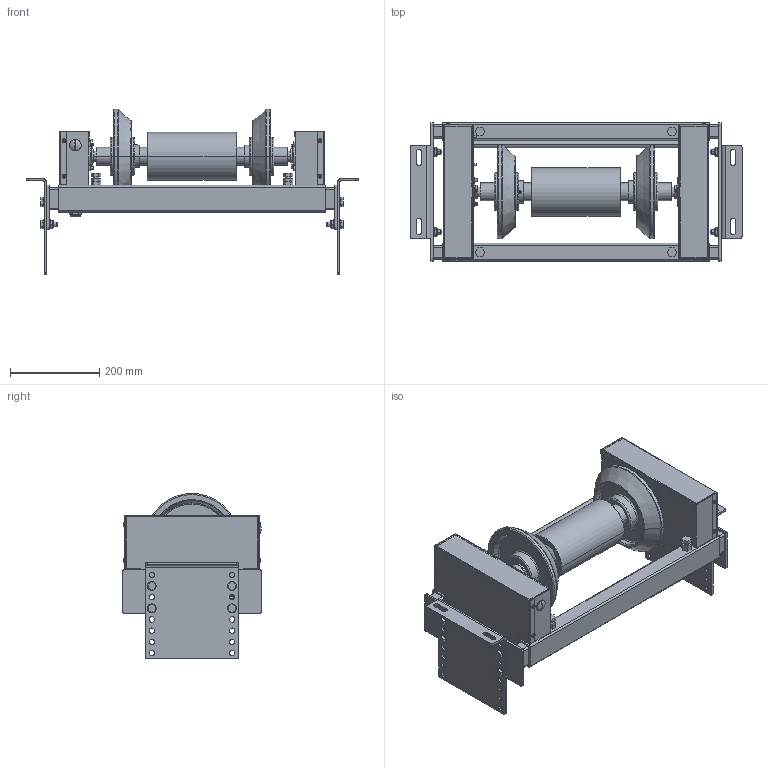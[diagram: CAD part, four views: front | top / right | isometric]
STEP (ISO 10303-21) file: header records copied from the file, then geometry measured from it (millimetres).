
FILE_DESCRIPTION((''),'2;1');
FILE_NAME('B50340_stp.stp','2021-01-07T17:43:27',(''),(''),'Mechanical Desktop 2009','Mechanical Desktop 2009',', , ');
FILE_SCHEMA(('CONFIG_CONTROL_DESIGN'));
Length unit declared in the file: millimetre
Products named in the file (103): B50340_STP; B50028; 6KT-SCHRAUBE_M12X30A; 6KT-SCHRAUBE_M12X30; ZYL_SCHR__M4X8; ZYL_SCHR_M4X8; ZYL_SCHR__M4X16; ZYL_SCHR_M4X16; B46938; TEIL1AAAA; 6KT-MUTTER_M12_05DA; 6KT-MUTTER_M12_05D; FEDERRING_M4A; FEDERRING_M4; KABELVERSCHRAUBUNG_PG7A; KABELVERSCHRAUBUNG_PG7; KABELVERSCHRAUBUNG_PG11; KABELVERSCHRAUBUNG_PG11A; KABELVERSCHRAUBUNG_PG16; KABELVERSCHRAUBUNG_PG16A; GEGENMUTTER_PG16A; GEGENMUTTER_PG16; VERSCHLUSSKAPPE_PG16; VERSCHLUSSKAPPE_PG16A; B46977A; B46977; DECKEL_GEHÄUSE_A105A; DECKEL_GEHÄUSE_A105; TRAGSCHIENE_NS15A; TRAGSCHIENE_NS15; KLEMME_MBK2.5_E; KLEMME_MBK2.5_EA; KLEMMENDECKEL_D_MBK2_5_E; KLEMMENDECKEL_D_MBK2_5_EA; ENDHALTER_E_MBK; ENDHALTER_E_MBKA; ZYLINDER-BLECHSCHRAUBE_4.2X6.5A; ZYLINDER-BLECHSCHRAUBE_4.2X6.5; B46937; TEIL1A ...
Assembly tree (224 placements, depth 5):
  B50340_STP
    B50028
      6KT-SCHRAUBE_M12X30A  x4
        6KT-SCHRAUBE_M12X30
      ZYL_SCHR__M4X8  x2
        ZYL_SCHR_M4X8
      ZYL_SCHR__M4X16  x2
        ZYL_SCHR_M4X16
      B46938  x2
        TEIL1AAAA
      6KT-MUTTER_M12_05DA  x4
        6KT-MUTTER_M12_05D
      FEDERRING_M4A  x2
        FEDERRING_M4
      KABELVERSCHRAUBUNG_PG7A  x3
        KABELVERSCHRAUBUNG_PG7
      KABELVERSCHRAUBUNG_PG11
        KABELVERSCHRAUBUNG_PG11A
      KABELVERSCHRAUBUNG_PG16
        KABELVERSCHRAUBUNG_PG16A
      GEGENMUTTER_PG16A
        GEGENMUTTER_PG16
      VERSCHLUSSKAPPE_PG16
        VERSCHLUSSKAPPE_PG16A
      B46977A
        B46977
      DECKEL_GEHÄUSE_A105A
        DECKEL_GEHÄUSE_A105
      TRAGSCHIENE_NS15A
        TRAGSCHIENE_NS15
      KLEMME_MBK2.5_E  x8
        KLEMME_MBK2.5_EA
      KLEMMENDECKEL_D_MBK2_5_E
        KLEMMENDECKEL_D_MBK2_5_EA
      ENDHALTER_E_MBK  x2
        ENDHALTER_E_MBKA
      ZYLINDER-BLECHSCHRAUBE_4.2X6.5A  x8
        ZYLINDER-BLECHSCHRAUBE_4.2X6.5
      B46937  x2
        TEIL1A
      B46935
        TEIL1AAAAAA  x2
        B4695602
          TEIL4A
        TEIL3A
        B4695601
          TEIL4
        6KT-SCHWEISSMUTTER_M12  x4
          6KT-SCHWEISSMUTTER_M12A
        EINPRESSMUTTER_M6  x8
          EINPRESSMUTTER_M6A
        EINPRESSMUTTER_M4  x2
          EINPRESSMUTTER_M4A
      B50028|AVE_RENDER  x8
      B50028|AVE_GLOBAL
      B50028|RM_SDB  x3
    B46781
      TEIL1AAAAA  x2
      TEIL2
      TEIL3
Bounding box: 744 x 310.2 x 370 mm (x, y, z)
Volume: 5337254.2 mm3; surface area: 2557481.7 mm2
Topology: 159 solids, 159 shells, 2704 faces, 6591 edges, 4342 vertices
Faces by surface type: plane 1359, cylinder 962, cone 218, torus 124, bspline 40, sphere 1
Entity records: 36039 total; most frequent: CARTESIAN_POINT 6730, DIRECTION 6349, ORIENTED_EDGE 5374, EDGE_CURVE 2687, AXIS2_PLACEMENT_3D 2415, VERTEX_POINT 1774, VECTOR 1519, LINE 1519
